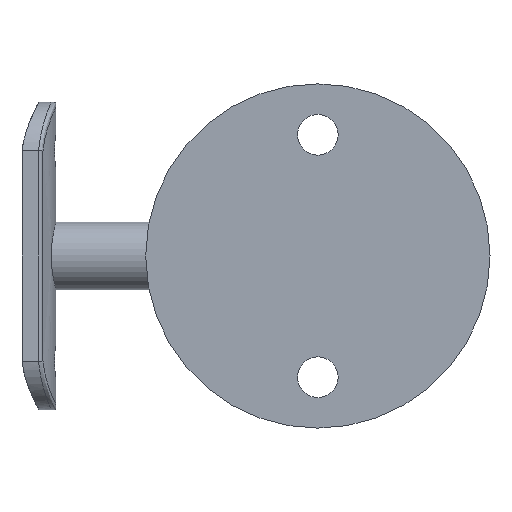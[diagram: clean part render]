
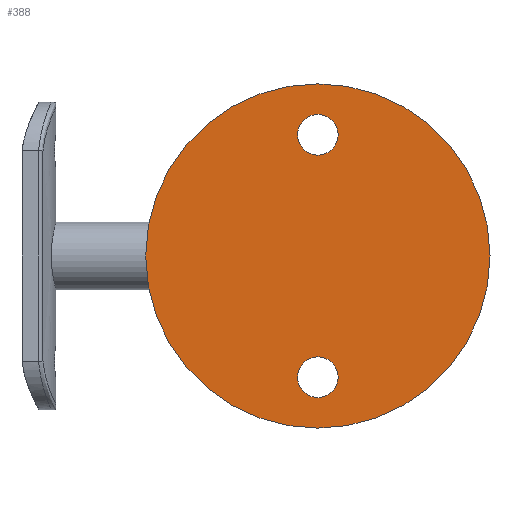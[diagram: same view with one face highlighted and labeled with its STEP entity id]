
A CAD part, left-side view. The second image highlights one B-rep face of the part: STEP entity #388.
In plain terms, the highlighted planar face has unit normal (-1, 0, 0).
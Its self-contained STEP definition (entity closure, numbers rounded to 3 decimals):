
#388=ADVANCED_FACE('',(#1091,#1093,#1095),#1097,.T.);
#1091=FACE_BOUND('',#1092,.T.);
#1092=EDGE_LOOP('',(#3449));
#1093=FACE_BOUND('',#1094,.T.);
#1094=EDGE_LOOP('',(#3450));
#1095=FACE_BOUND('',#1096,.T.);
#1096=EDGE_LOOP('',(#3451));
#1097=PLANE('',#1098);
#1098=AXIS2_PLACEMENT_3D('',#1099,#1100,#1101);
#1099=CARTESIAN_POINT('',(0.,0.,0.));
#1100=DIRECTION('',(-1.,-0.,-0.));
#1101=DIRECTION('',(0.,1.,0.));
#3449=ORIENTED_EDGE('',*,*,#3729,.F.);
#3450=ORIENTED_EDGE('',*,*,#3730,.T.);
#3451=ORIENTED_EDGE('',*,*,#3731,.T.);
#3729=EDGE_CURVE('',#3889,#3889,#3890,.T.);
#3730=EDGE_CURVE('',#3891,#3891,#3892,.T.);
#3731=EDGE_CURVE('',#3893,#3893,#3894,.T.);
#3889=VERTEX_POINT('',#4712);
#3890=CIRCLE('',#4713,35.5);
#3891=VERTEX_POINT('',#4717);
#3892=CIRCLE('',#4718,4.2);
#3893=VERTEX_POINT('',#4722);
#3894=CIRCLE('',#4723,4.2);
#4712=CARTESIAN_POINT('',(0.,35.5,0.));
#4713=AXIS2_PLACEMENT_3D('',#4714,#4715,#4716);
#4714=CARTESIAN_POINT('',(0.,0.,0.));
#4715=DIRECTION('',(1.,0.,0.));
#4716=DIRECTION('',(0.,1.,0.));
#4717=CARTESIAN_POINT('',(0.,0.,-20.8));
#4718=AXIS2_PLACEMENT_3D('',#4719,#4720,#4721);
#4719=CARTESIAN_POINT('',(0.,0.,-25.));
#4720=DIRECTION('',(1.,0.,0.));
#4721=DIRECTION('',(0.,0.,1.));
#4722=CARTESIAN_POINT('',(0.,0.,29.2));
#4723=AXIS2_PLACEMENT_3D('',#4724,#4725,#4726);
#4724=CARTESIAN_POINT('',(0.,0.,25.));
#4725=DIRECTION('',(1.,0.,0.));
#4726=DIRECTION('',(0.,0.,1.));
